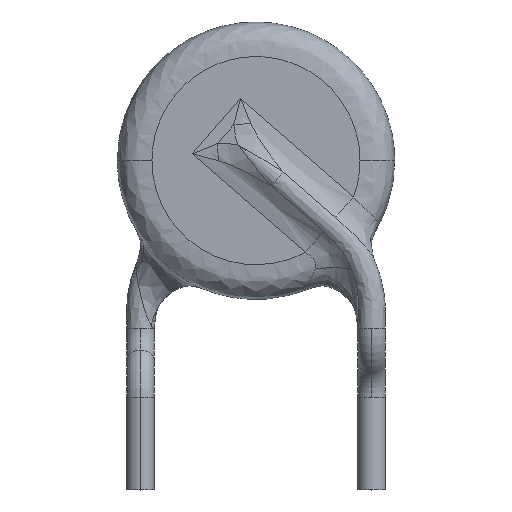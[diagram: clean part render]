
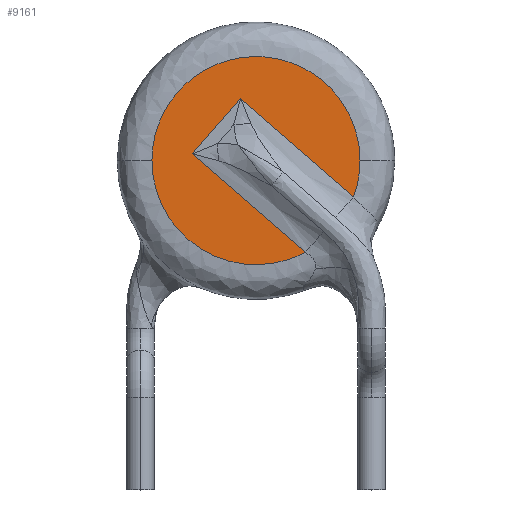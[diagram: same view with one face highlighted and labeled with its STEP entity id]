
A CAD part, top view. The second image highlights one B-rep face of the part: STEP entity #9161.
In plain terms, the highlighted planar face has unit normal (0, 0, 1).
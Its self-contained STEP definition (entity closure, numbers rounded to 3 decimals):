
#102 = CARTESIAN_POINT ( 'NONE',  ( 0.916, 3.25, 0.75 ) ) ;
#364 = CARTESIAN_POINT ( 'NONE',  ( -1.799, 6.483, 0.75 ) ) ;
#458 = CARTESIAN_POINT ( 'NONE',  ( -1.966, 6.232, 0.75 ) ) ;
#522 = CARTESIAN_POINT ( 'NONE',  ( -1.377, 5.246, 0.75 ) ) ;
#533 = FACE_OUTER_BOUND ( 'NONE', #8331, .T. ) ;
#886 = EDGE_CURVE ( 'NONE', #4738, #7210, #12012, .T. ) ;
#1197 = CARTESIAN_POINT ( 'NONE',  ( 0.765, 3.382, 0.75 ) ) ;
#1312 = CARTESIAN_POINT ( 'NONE',  ( 1.067, 3.119, 0.75 ) ) ;
#1380 = CARTESIAN_POINT ( 'NONE',  ( -2.25, 5.394, 0.75 ) ) ;
#1797 = ORIENTED_EDGE ( 'NONE', *, *, #6691, .T. ) ;
#1848 = CARTESIAN_POINT ( 'NONE',  ( -2.148, 4.327, 0.75 ) ) ;
#1928 = ORIENTED_EDGE ( 'NONE', *, *, #886, .T. ) ;
#2068 = CARTESIAN_POINT ( 'NONE',  ( -0.821, 2.97, 0.75 ) ) ;
#2116 = CARTESIAN_POINT ( 'NONE',  ( 0.338, 2.842, 0.75 ) ) ;
#2137 = CARTESIAN_POINT ( 'NONE',  ( -0.335, 6.444, 0.75 ) ) ;
#2274 = CARTESIAN_POINT ( 'NONE',  ( 1.476, 4.868, 0.75 ) ) ;
#2388 = CARTESIAN_POINT ( 'NONE',  ( -0.294, 7.35, 0.75 ) ) ;
#2415 = VERTEX_POINT ( 'NONE', #7886 ) ;
#2446 = CARTESIAN_POINT ( 'NONE',  ( 2.25, 4.966, 0.75 ) ) ;
#2472 = EDGE_CURVE ( 'NONE', #11777, #12428, #4382, .T. ) ;
#2741 = ORIENTED_EDGE ( 'NONE', *, *, #4503, .T. ) ;
#2747 = EDGE_CURVE ( 'NONE', #12428, #2415, #9912, .T. ) ;
#3479 = CARTESIAN_POINT ( 'NONE',  ( 0.59, 7.291, 0.75 ) ) ;
#3549 = CARTESIAN_POINT ( 'NONE',  ( 2.155, 4.441, 0.75 ) ) ;
#4270 = CARTESIAN_POINT ( 'NONE',  ( -0.437, 2.859, 0.75 ) ) ;
#4338 = CARTESIAN_POINT ( 'NONE',  ( 1.807, 4.579, 0.75 ) ) ;
#4382 = LINE ( 'NONE', #12110, #12091 ) ;
#4427 = CARTESIAN_POINT ( 'NONE',  ( 2.238, 4.834, 0.75 ) ) ;
#4503 = EDGE_CURVE ( 'NONE', #5539, #4738, #7011, .T. ) ;
#4523 = AXIS2_PLACEMENT_3D ( 'NONE', #10307, #11400, #13376 ) ;
#4542 = CARTESIAN_POINT ( 'NONE',  ( 1.383, 6.899, 0.75 ) ) ;
#4640 = CARTESIAN_POINT ( 'NONE',  ( 2.25, 5.1, 0.75 ) ) ;
#4738 = VERTEX_POINT ( 'NONE', #4875 ) ;
#4875 = CARTESIAN_POINT ( 'NONE',  ( -2.25, 5.1, 0.75 ) ) ;
#5133 = PLANE ( 'NONE',  #4523 ) ;
#5183 = B_SPLINE_CURVE_WITH_KNOTS ( 'NONE', 3,
 ( #11503, #102, #1197, #9442, #8525, #12570, #6233 ),
 .UNSPECIFIED., .F., .F.,
 ( 4, 3, 4 ),
 ( 0., 0.001, 0.003 ),
 .UNSPECIFIED. ) ;
#5230 = ORIENTED_EDGE ( 'NONE', *, *, #2747, .T. ) ;
#5290 = CARTESIAN_POINT ( 'NONE',  ( 0.727, 2.936, 0.75 ) ) ;
#5539 = VERTEX_POINT ( 'NONE', #12832 ) ;
#5661 = CARTESIAN_POINT ( 'NONE',  ( 2.191, 4.571, 0.75 ) ) ;
#6233 = CARTESIAN_POINT ( 'NONE',  ( -1.377, 5.246, 0.75 ) ) ;
#6561 = ORIENTED_EDGE ( 'NONE', *, *, #2472, .T. ) ;
#6643 = CARTESIAN_POINT ( 'NONE',  ( 2.191, 5.69, 0.75 ) ) ;
#6691 = EDGE_CURVE ( 'NONE', #7210, #11777, #5183, .T. ) ;
#6742 = CARTESIAN_POINT ( 'NONE',  ( 0.294, 7.35, 0.75 ) ) ;
#7011 = B_SPLINE_CURVE_WITH_KNOTS ( 'NONE', 3,
 ( #4640, #7836, #6643, #11962, #8748, #4542, #11827, #3479, #6742, #2388, #8797, #10819, #9726, #364, #458, #10773, #1380, #7790 ),
 .UNSPECIFIED., .F., .F.,
 ( 4, 2, 2, 2, 2, 2, 2, 2, 4 ),
 ( 0., 0.063, 0.125, 0.188, 0.25, 0.312, 0.375, 0.438, 0.5 ),
 .UNSPECIFIED. ) ;
#7125 = EDGE_CURVE ( 'NONE', #2415, #5539, #13423, .T. ) ;
#7148 = CARTESIAN_POINT ( 'NONE',  ( -2.25, 5.1, 0.75 ) ) ;
#7210 = VERTEX_POINT ( 'NONE', #1312 ) ;
#7542 = ORIENTED_EDGE ( 'NONE', *, *, #7125, .T. ) ;
#7767 = CARTESIAN_POINT ( 'NONE',  ( -0.335, 6.444, 0.75 ) ) ;
#7790 = CARTESIAN_POINT ( 'NONE',  ( -2.25, 5.1, 0.75 ) ) ;
#7836 = CARTESIAN_POINT ( 'NONE',  ( 2.25, 5.394, 0.75 ) ) ;
#7886 = CARTESIAN_POINT ( 'NONE',  ( 2.109, 4.316, 0.75 ) ) ;
#8331 = EDGE_LOOP ( 'NONE', ( #7542, #2741, #1928, #1797, #6561, #5230 ) ) ;
#8457 = CARTESIAN_POINT ( 'NONE',  ( 1.958, 4.448, 0.75 ) ) ;
#8525 = CARTESIAN_POINT ( 'NONE',  ( -0.049, 4.091, 0.75 ) ) ;
#8550 = CARTESIAN_POINT ( 'NONE',  ( 0.872, 5.393, 0.75 ) ) ;
#8748 = CARTESIAN_POINT ( 'NONE',  ( 1.799, 6.483, 0.75 ) ) ;
#8797 = CARTESIAN_POINT ( 'NONE',  ( -0.59, 7.291, 0.75 ) ) ;
#9127 = CARTESIAN_POINT ( 'NONE',  ( -2.25, 4.714, 0.75 ) ) ;
#9161 = ADVANCED_FACE ( 'NONE', ( #533 ), #5133, .T. ) ;
#9173 = CARTESIAN_POINT ( 'NONE',  ( -1.766, 3.653, 0.75 ) ) ;
#9442 = CARTESIAN_POINT ( 'NONE',  ( 0.614, 3.513, 0.75 ) ) ;
#9562 = CARTESIAN_POINT ( 'NONE',  ( 1.596, 4.763, 0.75 ) ) ;
#9654 = CARTESIAN_POINT ( 'NONE',  ( 1.536, 4.815, 0.75 ) ) ;
#9726 = CARTESIAN_POINT ( 'NONE',  ( -1.383, 6.899, 0.75 ) ) ;
#9912 = B_SPLINE_CURVE_WITH_KNOTS ( 'NONE', 3,
 ( #2137, #10621, #8550, #2274, #9654, #9562, #11714, #4338, #8457, #11670 ),
 .UNSPECIFIED., .F., .F.,
 ( 4, 3, 3, 4 ),
 ( 0., 0.002, 0.003, 0.003 ),
 .UNSPECIFIED. ) ;
#10052 = DIRECTION ( 'NONE',  ( 0.657, 0.754, 0. ) ) ;
#10307 = CARTESIAN_POINT ( 'NONE',  ( 0., 5.1, 0.75 ) ) ;
#10558 = CARTESIAN_POINT ( 'NONE',  ( -1.486, 3.367, 0.75 ) ) ;
#10621 = CARTESIAN_POINT ( 'NONE',  ( 0.269, 5.918, 0.75 ) ) ;
#10707 = CARTESIAN_POINT ( 'NONE',  ( 2.109, 4.316, 0.75 ) ) ;
#10773 = CARTESIAN_POINT ( 'NONE',  ( -2.191, 5.69, 0.75 ) ) ;
#10819 = CARTESIAN_POINT ( 'NONE',  ( -1.133, 7.066, 0.75 ) ) ;
#11400 = DIRECTION ( 'NONE',  ( 0., 0., 1. ) ) ;
#11503 = CARTESIAN_POINT ( 'NONE',  ( 1.067, 3.119, 0.75 ) ) ;
#11670 = CARTESIAN_POINT ( 'NONE',  ( 2.109, 4.316, 0.75 ) ) ;
#11714 = CARTESIAN_POINT ( 'NONE',  ( 1.657, 4.71, 0.75 ) ) ;
#11777 = VERTEX_POINT ( 'NONE', #522 ) ;
#11827 = CARTESIAN_POINT ( 'NONE',  ( 1.132, 7.066, 0.75 ) ) ;
#11962 = CARTESIAN_POINT ( 'NONE',  ( 1.966, 6.233, 0.75 ) ) ;
#12012 = B_SPLINE_CURVE_WITH_KNOTS ( 'NONE', 3,
 ( #7148, #9127, #1848, #9173, #10558, #2068, #4270, #2116, #5290, #12619 ),
 .UNSPECIFIED., .F., .F.,
 ( 4, 2, 2, 2, 4 ),
 ( 0.5, 0.582, 0.664, 0.747, 0.829 ),
 .UNSPECIFIED. ) ;
#12091 = VECTOR ( 'NONE', #10052, 1000. ) ;
#12110 = CARTESIAN_POINT ( 'NONE',  ( -0.856, 5.845, 0.75 ) ) ;
#12428 = VERTEX_POINT ( 'NONE', #7767 ) ;
#12570 = CARTESIAN_POINT ( 'NONE',  ( -0.713, 4.668, 0.75 ) ) ;
#12619 = CARTESIAN_POINT ( 'NONE',  ( 1.067, 3.119, 0.75 ) ) ;
#12832 = CARTESIAN_POINT ( 'NONE',  ( 2.25, 5.1, 0.75 ) ) ;
#12946 = CARTESIAN_POINT ( 'NONE',  ( 2.25, 5.1, 0.75 ) ) ;
#13376 = DIRECTION ( 'NONE',  ( 1., 0., 0. ) ) ;
#13423 = B_SPLINE_CURVE_WITH_KNOTS ( 'NONE', 3,
 ( #10707, #3549, #5661, #4427, #2446, #12946 ),
 .UNSPECIFIED., .F., .F.,
 ( 4, 2, 4 ),
 ( 0.943, 0.972, 1. ),
 .UNSPECIFIED. ) ;
